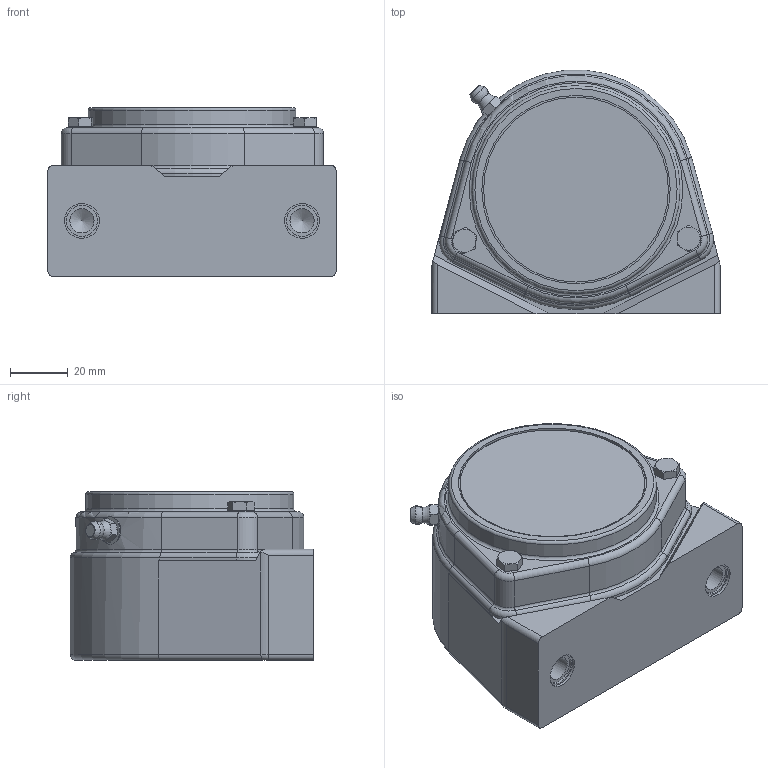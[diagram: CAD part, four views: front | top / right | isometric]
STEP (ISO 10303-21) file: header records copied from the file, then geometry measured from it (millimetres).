
FILE_DESCRIPTION(/* description */ (''),/* implementation_level */ '2;1');
FILE_NAME(/* name */ 'NG30S20.stp',/* time_stamp */ '2015-10-30T13:56:40+01:00',/* author */ ('fje'),/* organization */ (''),/* preprocessor_version */ 'ST-DEVELOPER v15.2',/* originating_system */ 'Autodesk Inventor 2014',/* authorisation */ '');
FILE_SCHEMA (('AUTOMOTIVE_DESIGN { 1 0 10303 214 3 1 1 }'));
Length unit declared in the file: millimetre
Products named in the file (1): Part96
Bounding box: 99.81 x 84.28 x 58.5 mm (x, y, z)
Volume: 256908.9 mm3; surface area: 77434.9 mm2
Topology: 6 solids, 16 shells, 420 faces, 1067 edges, 678 vertices
Faces by surface type: plane 159, cylinder 144, cone 62, torus 50, sphere 5
Full cylindrical faces by diameter (mm): 2.4 x1, 3 x4, 4.567 x2, 5 x4, 5.5 x2, 6 x2, 6.5 x4, 6.7 x2, 8.376 x2, 9 x1, 10.8 x2, 12 x2, 30 x2, 34.2 x1, 36.5 x1, 37.4 x2, 40 x1, 40.25 x2, 42.15 x1, 44 x1, 51.65 x1, 53.55 x4, 64 x2, 65.2 x1, 70.2 x2, 72 x1
Entity records: 12914 total; most frequent: CARTESIAN_POINT 2979, DIRECTION 2051, ORIENTED_EDGE 1892, EDGE_CURVE 926, AXIS2_PLACEMENT_3D 862, VERTEX_POINT 633, EDGE_LOOP 563, CIRCLE 438
